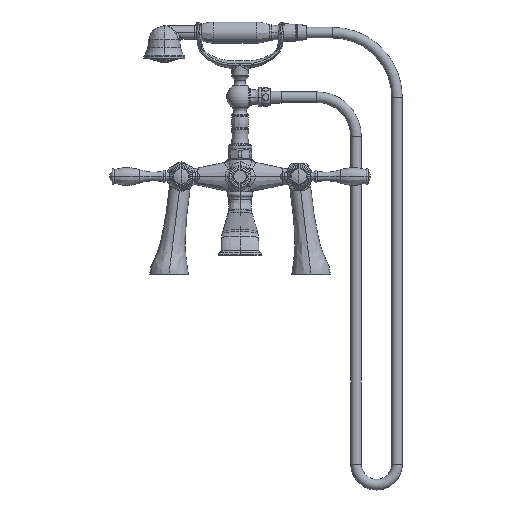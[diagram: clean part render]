
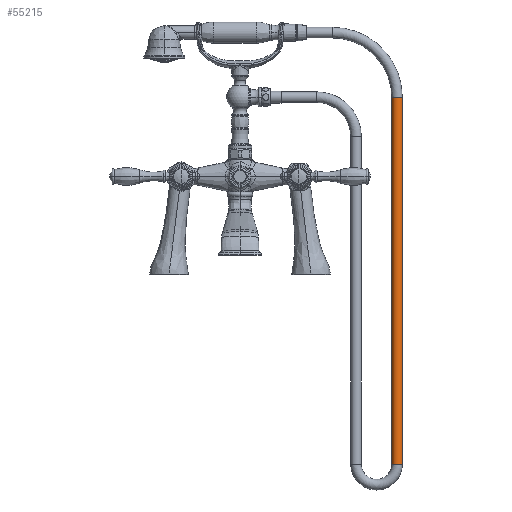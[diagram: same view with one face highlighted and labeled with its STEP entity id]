
A CAD part, top view. The second image highlights one B-rep face of the part: STEP entity #55215.
In plain terms, the highlighted cylindrical face has radius 6.858 mm (diameter 13.716 mm), a partial arc.
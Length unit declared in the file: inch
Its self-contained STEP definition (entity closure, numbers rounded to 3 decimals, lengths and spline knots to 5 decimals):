
#21112=DIRECTION('',(0.,-1.,0.));
#21113=VECTOR('',#21112,18.713);
#21114=CARTESIAN_POINT('',(7.73343,4.04827,0.));
#21115=LINE('',#21114,#21113);
#21116=CARTESIAN_POINT('',(8.00343,4.04827,0.));
#21117=DIRECTION('',(0.,-1.,0.));
#21118=DIRECTION('',(1.,0.,0.));
#21119=AXIS2_PLACEMENT_3D('',#21116,#21117,#21118);
#21121=DIRECTION('',(0.,-1.,0.));
#21122=VECTOR('',#21121,18.713);
#21123=CARTESIAN_POINT('',(8.27343,4.04827,0.));
#21124=LINE('',#21123,#21122);
#21125=CARTESIAN_POINT('',(8.00343,-14.66473,0.));
#21126=DIRECTION('',(0.,-1.,0.));
#21127=DIRECTION('',(1.,0.,0.));
#21128=AXIS2_PLACEMENT_3D('',#21125,#21126,#21127);
#26153=CARTESIAN_POINT('',(7.73343,4.04827,0.));
#26154=CARTESIAN_POINT('',(8.27343,4.04827,0.));
#26155=VERTEX_POINT('',#26153);
#26156=VERTEX_POINT('',#26154);
#26157=CARTESIAN_POINT('',(7.73343,-14.66473,0.));
#26158=VERTEX_POINT('',#26157);
#26159=CARTESIAN_POINT('',(8.27343,-14.66473,0.));
#26160=VERTEX_POINT('',#26159);
#55203=CARTESIAN_POINT('',(8.00343,4.04827,0.));
#55204=DIRECTION('',(0.,-1.,0.));
#55205=DIRECTION('',(-1.,0.,0.));
#55206=AXIS2_PLACEMENT_3D('',#55203,#55204,#55205);
#55207=CYLINDRICAL_SURFACE('',#55206,0.27);
#55208=ORIENTED_EDGE('',*,*,#55168,.F.);
#55209=ORIENTED_EDGE('',*,*,#55198,.T.);
#55211=ORIENTED_EDGE('',*,*,#55210,.T.);
#55212=ORIENTED_EDGE('',*,*,#55194,.F.);
#55213=EDGE_LOOP('',(#55208,#55209,#55211,#55212));
#55214=FACE_OUTER_BOUND('',#55213,.F.);
#55215=ADVANCED_FACE('',(#55214),#55207,.T.);
#21120=CIRCLE('',#21119,0.27);
#21129=CIRCLE('',#21128,0.27);
#55168=EDGE_CURVE('',#26156,#26155,#21120,.T.);
#55194=EDGE_CURVE('',#26155,#26158,#21115,.T.);
#55198=EDGE_CURVE('',#26156,#26160,#21124,.T.);
#55210=EDGE_CURVE('',#26160,#26158,#21129,.T.);
